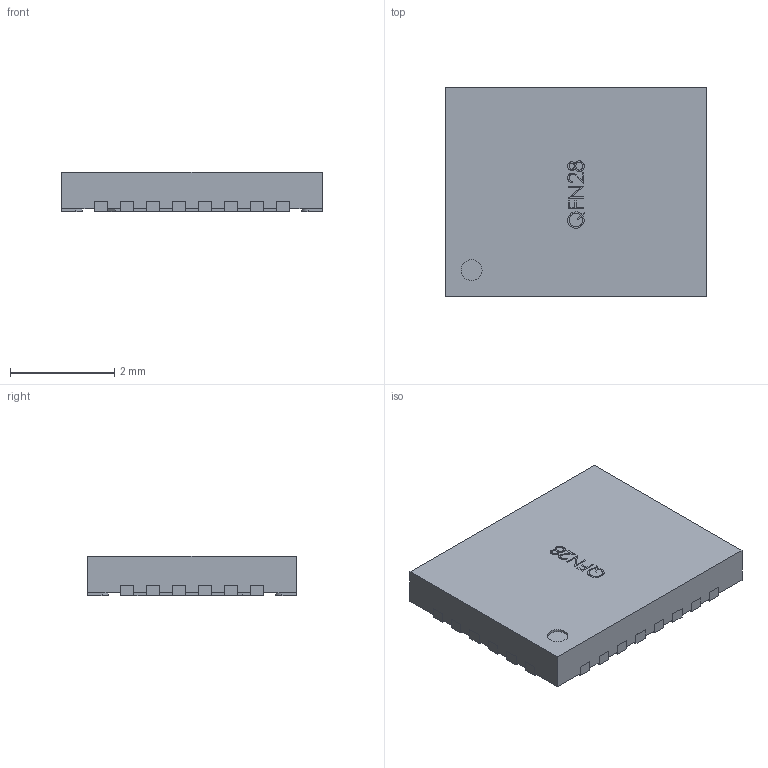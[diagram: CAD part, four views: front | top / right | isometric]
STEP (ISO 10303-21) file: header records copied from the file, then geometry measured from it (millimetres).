
FILE_DESCRIPTION(('FreeCAD Model'),'2;1');
FILE_NAME('User Library-QFN 28 4x5.step', '2017-10-16T16:03:13',('kicad StepUp'),('ksu MCAD'), 'Open CASCADE STEP processor 6.8','FreeCAD','Unknown');
FILE_SCHEMA(('AUTOMOTIVE_DESIGN_CC2 { 1 2 10303 214 -1 1 5 4 }'));
Length unit declared in the file: millimetre
Products named in the file (2): ASSEMBLY; User_Library-QFN_28_4x5
Assembly tree (1 placements, depth 2):
  ASSEMBLY
    User_Library-QFN_28_4x5
Bounding box: 5 x 4 x 0.75 mm (x, y, z)
Volume: 14.6 mm3; surface area: 55 mm2
Topology: 1 solids, 1 shells, 312 faces, 900 edges, 600 vertices
Faces by surface type: plane 221, cylinder 58, bspline 33
Entity records: 14277 total; most frequent: CARTESIAN_POINT 3967, ORIENTED_EDGE 1800, DIRECTION 1512, EDGE_CURVE 900, LINE 718, VECTOR 718, VERTEX_POINT 600, AXIS2_PLACEMENT_3D 397
